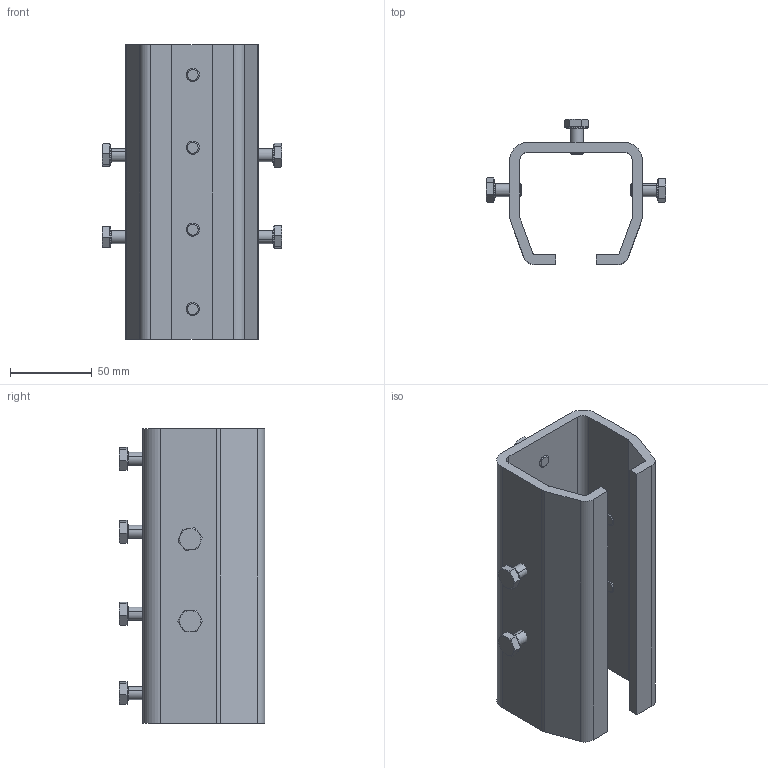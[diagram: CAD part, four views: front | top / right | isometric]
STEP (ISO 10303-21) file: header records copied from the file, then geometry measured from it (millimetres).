
FILE_DESCRIPTION (( 'STEP AP203' ), '1' );
FILE_NAME ('1.25.B49.STEP', '2016-03-08T11:43:55', ( '' ), ( '' ), 'SwSTEP 2.0', 'SolidWorks 2015', '' );
FILE_SCHEMA (( 'CONFIG_CONTROL_DESIGN' ));
Length unit declared in the file: millimetre
Products named in the file (1): 1.25.B49
Bounding box: 109.6 x 88.8 x 180 mm (x, y, z)
Volume: 268178.6 mm3; surface area: 98538.9 mm2
Topology: 9 solids, 9 shells, 278 faces, 612 edges, 360 vertices
Faces by surface type: plane 138, cone 64, cylinder 60, torus 16
Entity records: 7977 total; most frequent: CARTESIAN_POINT 1795, DIRECTION 1322, ORIENTED_EDGE 1224, EDGE_CURVE 612, AXIS2_PLACEMENT_3D 527, VERTEX_POINT 360, EDGE_LOOP 302, ADVANCED_FACE 278
